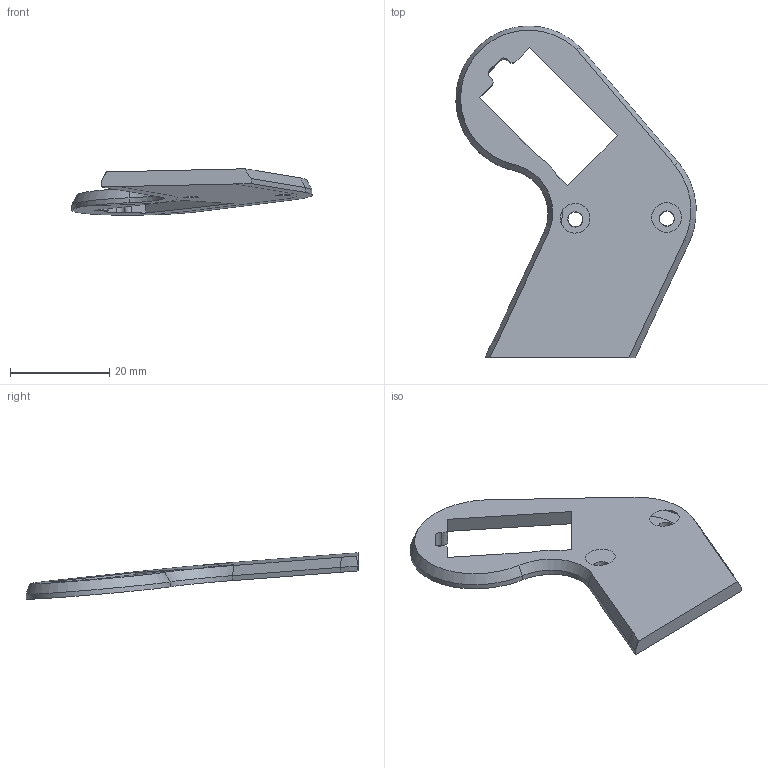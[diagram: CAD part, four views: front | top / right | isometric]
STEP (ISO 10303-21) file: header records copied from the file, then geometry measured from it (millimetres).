
FILE_DESCRIPTION(/* description */ (''),/* implementation_level */ '2;1');
FILE_NAME(/* name */ 'Tapa Eje.step',/* time_stamp */ '2024-08-16T11:24:52-05:00',/* author */ (''),/* organization */ (''),/* preprocessor_version */ 'ST-DEVELOPER v20',/* originating_system */ 'Autodesk Translation Framework v13.14.0.145',/* authorisation */ '');
FILE_SCHEMA (('AUTOMOTIVE_DESIGN { 1 0 10303 214 3 1 1 }'));
Length unit declared in the file: millimetre
Products named in the file (1): Tapa Eje
Bounding box: 48.42 x 66.95 x 9.36 mm (x, y, z)
Volume: 4783.3 mm3; surface area: 4094.6 mm2
Topology: 1 solids, 1 shells, 50 faces, 134 edges, 86 vertices
Faces by surface type: plane 26, bspline 18, cylinder 4, cone 2
Full cylindrical faces by diameter (mm): 3 x2
Entity records: 2485 total; most frequent: CARTESIAN_POINT 1319, ORIENTED_EDGE 268, DIRECTION 170, EDGE_CURVE 134, VERTEX_POINT 86, LINE 72, VECTOR 72, EDGE_LOOP 56
